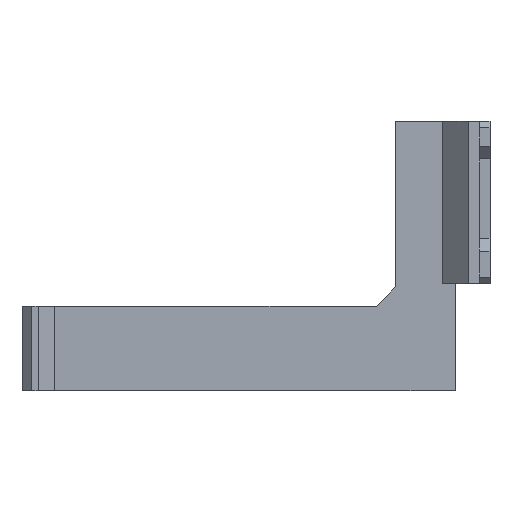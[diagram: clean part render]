
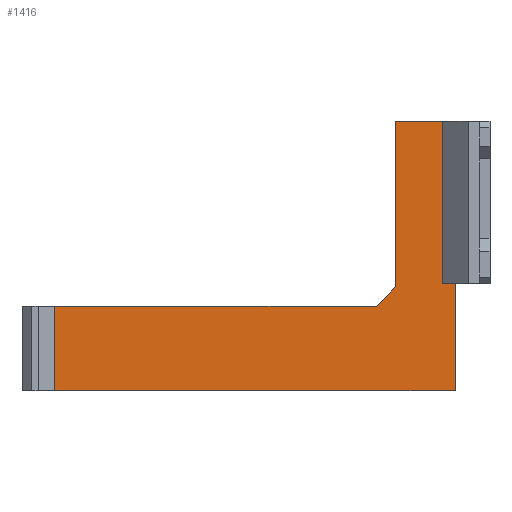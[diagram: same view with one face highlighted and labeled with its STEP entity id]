
A CAD part, front view. The second image highlights one B-rep face of the part: STEP entity #1416.
In plain terms, the highlighted planar face has unit normal (0, -1, 0).
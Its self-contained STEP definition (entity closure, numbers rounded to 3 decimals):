
#84=FACE_OUTER_BOUND('',#154,.T.);
#154=EDGE_LOOP('',(#1248,#1249,#1250,#1251,#1252,#1253,#1254,#1255,#1256));
#258=LINE('',#2052,#456);
#260=LINE('',#2056,#458);
#306=LINE('',#2151,#504);
#309=LINE('',#2158,#507);
#320=LINE('',#2178,#518);
#340=LINE('',#2217,#538);
#350=LINE('',#2236,#548);
#352=LINE('',#2239,#550);
#353=LINE('',#2241,#551);
#456=VECTOR('',#1679,10.);
#458=VECTOR('',#1683,10.);
#504=VECTOR('',#1757,10.);
#507=VECTOR('',#1762,10.);
#518=VECTOR('',#1775,10.);
#538=VECTOR('',#1813,10.);
#548=VECTOR('',#1831,10.);
#550=VECTOR('',#1835,10.);
#551=VECTOR('',#1838,10.);
#621=VERTEX_POINT('',#2049);
#622=VERTEX_POINT('',#2051);
#623=VERTEX_POINT('',#2055);
#657=VERTEX_POINT('',#2148);
#658=VERTEX_POINT('',#2150);
#659=VERTEX_POINT('',#2154);
#661=VERTEX_POINT('',#2157);
#669=VERTEX_POINT('',#2176);
#678=VERTEX_POINT('',#2212);
#786=EDGE_CURVE('',#622,#621,#258,.T.);
#788=EDGE_CURVE('',#623,#622,#260,.T.);
#834=EDGE_CURVE('',#657,#658,#306,.T.);
#837=EDGE_CURVE('',#659,#661,#309,.T.);
#848=EDGE_CURVE('',#659,#669,#320,.T.);
#868=EDGE_CURVE('',#661,#678,#340,.T.);
#878=EDGE_CURVE('',#678,#657,#350,.T.);
#880=EDGE_CURVE('',#621,#658,#352,.T.);
#881=EDGE_CURVE('',#669,#623,#353,.F.);
#1248=ORIENTED_EDGE('',*,*,#837,.F.);
#1249=ORIENTED_EDGE('',*,*,#848,.T.);
#1250=ORIENTED_EDGE('',*,*,#881,.T.);
#1251=ORIENTED_EDGE('',*,*,#788,.T.);
#1252=ORIENTED_EDGE('',*,*,#786,.T.);
#1253=ORIENTED_EDGE('',*,*,#880,.T.);
#1254=ORIENTED_EDGE('',*,*,#834,.F.);
#1255=ORIENTED_EDGE('',*,*,#878,.F.);
#1256=ORIENTED_EDGE('',*,*,#868,.F.);
#1346=PLANE('',#1501);
#1416=ADVANCED_FACE('',(#84),#1346,.T.);
#1501=AXIS2_PLACEMENT_3D('',#2240,#1836,#1837);
#1679=DIRECTION('',(-0.707,0.,-0.707));
#1683=DIRECTION('',(0.,0.,-1.));
#1757=DIRECTION('',(0.,0.,1.));
#1762=DIRECTION('',(1.,0.,0.));
#1775=DIRECTION('',(0.,0.,1.));
#1813=DIRECTION('',(0.,0.,-1.));
#1831=DIRECTION('',(-1.,0.,0.));
#1835=DIRECTION('',(-1.,0.,0.));
#1836=DIRECTION('center_axis',(0.,-1.,0.));
#1837=DIRECTION('ref_axis',(-1.,0.,0.));
#1838=DIRECTION('',(1.,0.,0.));
#2049=CARTESIAN_POINT('',(-7.75,-46.5,113.));
#2051=CARTESIAN_POINT('',(-1.75,-46.5,119.));
#2052=CARTESIAN_POINT('',(1.563,-46.5,122.313));
#2055=CARTESIAN_POINT('',(-1.75,-46.5,170.));
#2056=CARTESIAN_POINT('',(-1.75,-46.5,113.));
#2148=CARTESIAN_POINT('',(-106.75,-46.5,87.));
#2150=CARTESIAN_POINT('',(-106.75,-46.5,113.));
#2151=CARTESIAN_POINT('',(-106.75,-46.5,116.5));
#2154=CARTESIAN_POINT('',(12.75,-46.5,120.));
#2157=CARTESIAN_POINT('',(16.5,-46.5,120.));
#2158=CARTESIAN_POINT('',(18.375,-46.5,120.));
#2176=CARTESIAN_POINT('',(12.75,-46.5,170.));
#2178=CARTESIAN_POINT('',(12.75,-46.5,145.));
#2212=CARTESIAN_POINT('',(16.5,-46.5,87.));
#2217=CARTESIAN_POINT('',(16.5,-46.5,120.));
#2236=CARTESIAN_POINT('',(18.375,-46.5,87.));
#2239=CARTESIAN_POINT('',(13.25,-46.5,113.));
#2240=CARTESIAN_POINT('Origin',(16.5,-46.5,120.));
#2241=CARTESIAN_POINT('',(18.375,-46.5,170.));
